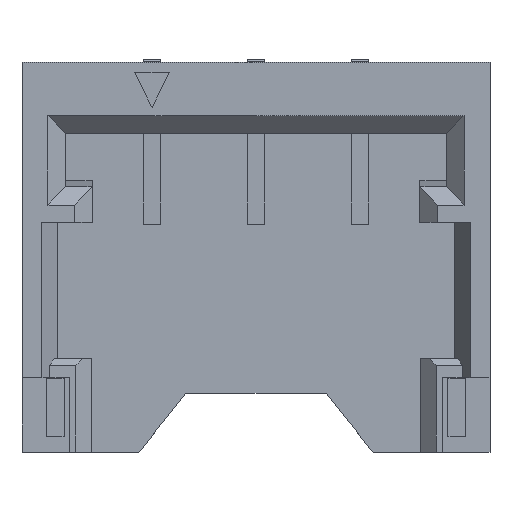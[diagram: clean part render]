
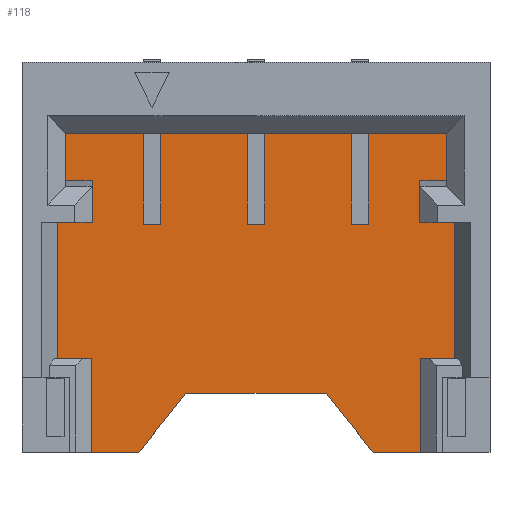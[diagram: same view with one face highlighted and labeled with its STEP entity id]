
A CAD part, top view. The second image highlights one B-rep face of the part: STEP entity #118.
In plain terms, the highlighted planar face has unit normal (0, 0, 1).
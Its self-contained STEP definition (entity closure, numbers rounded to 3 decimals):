
#118=ADVANCED_FACE('',(#406),#271,.T.);
#271=PLANE('',#3126);
#406=FACE_OUTER_BOUND('',#560,.T.);
#560=EDGE_LOOP('',(#923,#924,#925,#926,#927,#928,#929,#930,#931,#932,#933,
#934,#935,#936,#937,#938,#939,#940,#941,#942,#943,#944,#945,#946,#947,#948,
#949,#950,#951,#952,#953,#954));
#923=ORIENTED_EDGE('',*,*,#2034,.F.);
#924=ORIENTED_EDGE('',*,*,#2035,.T.);
#925=ORIENTED_EDGE('',*,*,#2036,.T.);
#926=ORIENTED_EDGE('',*,*,#1851,.F.);
#927=ORIENTED_EDGE('',*,*,#2037,.F.);
#928=ORIENTED_EDGE('',*,*,#2038,.F.);
#929=ORIENTED_EDGE('',*,*,#2039,.F.);
#930=ORIENTED_EDGE('',*,*,#2022,.F.);
#931=ORIENTED_EDGE('',*,*,#2014,.F.);
#932=ORIENTED_EDGE('',*,*,#2040,.F.);
#933=ORIENTED_EDGE('',*,*,#2041,.F.);
#934=ORIENTED_EDGE('',*,*,#2033,.T.);
#935=ORIENTED_EDGE('',*,*,#2023,.T.);
#936=ORIENTED_EDGE('',*,*,#2026,.T.);
#937=ORIENTED_EDGE('',*,*,#2028,.T.);
#938=ORIENTED_EDGE('',*,*,#1940,.T.);
#939=ORIENTED_EDGE('',*,*,#1930,.F.);
#940=ORIENTED_EDGE('',*,*,#1937,.F.);
#941=ORIENTED_EDGE('',*,*,#2042,.F.);
#942=ORIENTED_EDGE('',*,*,#2007,.F.);
#943=ORIENTED_EDGE('',*,*,#2043,.F.);
#944=ORIENTED_EDGE('',*,*,#2044,.F.);
#945=ORIENTED_EDGE('',*,*,#2045,.F.);
#946=ORIENTED_EDGE('',*,*,#1863,.F.);
#947=ORIENTED_EDGE('',*,*,#2046,.F.);
#948=ORIENTED_EDGE('',*,*,#2047,.T.);
#949=ORIENTED_EDGE('',*,*,#2048,.T.);
#950=ORIENTED_EDGE('',*,*,#1859,.F.);
#951=ORIENTED_EDGE('',*,*,#2049,.F.);
#952=ORIENTED_EDGE('',*,*,#2050,.T.);
#953=ORIENTED_EDGE('',*,*,#2051,.T.);
#954=ORIENTED_EDGE('',*,*,#1855,.F.);
#1559=VERTEX_POINT('',#4057);
#1561=VERTEX_POINT('',#4061);
#1562=VERTEX_POINT('',#4063);
#1565=VERTEX_POINT('',#4069);
#1566=VERTEX_POINT('',#4071);
#1569=VERTEX_POINT('',#4077);
#1570=VERTEX_POINT('',#4079);
#1573=VERTEX_POINT('',#4085);
#1628=VERTEX_POINT('',#4216);
#1631=VERTEX_POINT('',#4221);
#1637=VERTEX_POINT('',#4235);
#1640=VERTEX_POINT('',#4243);
#1691=VERTEX_POINT('',#4368);
#1692=VERTEX_POINT('',#4370);
#1698=VERTEX_POINT('',#4383);
#1699=VERTEX_POINT('',#4385);
#1701=VERTEX_POINT('',#4390);
#1705=VERTEX_POINT('',#4402);
#1706=VERTEX_POINT('',#4403);
#1707=VERTEX_POINT('',#4408);
#1708=VERTEX_POINT('',#4414);
#1711=VERTEX_POINT('',#4424);
#1712=VERTEX_POINT('',#4426);
#1713=VERTEX_POINT('',#4429);
#1714=VERTEX_POINT('',#4431);
#1715=VERTEX_POINT('',#4434);
#1716=VERTEX_POINT('',#4438);
#1717=VERTEX_POINT('',#4440);
#1718=VERTEX_POINT('',#4443);
#1719=VERTEX_POINT('',#4445);
#1720=VERTEX_POINT('',#4448);
#1721=VERTEX_POINT('',#4450);
#1851=EDGE_CURVE('',#1561,#1562,#2287,.T.);
#1855=EDGE_CURVE('',#1565,#1566,#2291,.T.);
#1859=EDGE_CURVE('',#1569,#1570,#2295,.T.);
#1863=EDGE_CURVE('',#1573,#1559,#2299,.T.);
#1930=EDGE_CURVE('',#1631,#1628,#2366,.T.);
#1937=EDGE_CURVE('',#1637,#1631,#2373,.T.);
#1940=EDGE_CURVE('',#1640,#1628,#2376,.T.);
#2007=EDGE_CURVE('',#1691,#1692,#2443,.T.);
#2014=EDGE_CURVE('',#1698,#1699,#2450,.T.);
#2022=EDGE_CURVE('',#1699,#1701,#2458,.T.);
#2023=EDGE_CURVE('',#1705,#1706,#2459,.T.);
#2026=EDGE_CURVE('',#1706,#1707,#2462,.T.);
#2028=EDGE_CURVE('',#1707,#1640,#2464,.T.);
#2033=EDGE_CURVE('',#1708,#1705,#2469,.T.);
#2034=EDGE_CURVE('',#1711,#1565,#2470,.T.);
#2035=EDGE_CURVE('',#1711,#1712,#2471,.T.);
#2036=EDGE_CURVE('',#1712,#1562,#2472,.T.);
#2037=EDGE_CURVE('',#1713,#1561,#2473,.T.);
#2038=EDGE_CURVE('',#1714,#1713,#2474,.T.);
#2039=EDGE_CURVE('',#1701,#1714,#2475,.T.);
#2040=EDGE_CURVE('',#1715,#1698,#2476,.T.);
#2041=EDGE_CURVE('',#1708,#1715,#2477,.T.);
#2042=EDGE_CURVE('',#1692,#1637,#2478,.T.);
#2043=EDGE_CURVE('',#1716,#1691,#2479,.T.);
#2044=EDGE_CURVE('',#1717,#1716,#2480,.T.);
#2045=EDGE_CURVE('',#1559,#1717,#2481,.T.);
#2046=EDGE_CURVE('',#1718,#1573,#2482,.T.);
#2047=EDGE_CURVE('',#1718,#1719,#2483,.T.);
#2048=EDGE_CURVE('',#1719,#1570,#2484,.T.);
#2049=EDGE_CURVE('',#1720,#1569,#2485,.T.);
#2050=EDGE_CURVE('',#1720,#1721,#2486,.T.);
#2051=EDGE_CURVE('',#1721,#1566,#2487,.T.);
#2287=LINE('',#4062,#2693);
#2291=LINE('',#4070,#2697);
#2295=LINE('',#4078,#2701);
#2299=LINE('',#4086,#2705);
#2366=LINE('',#4222,#2772);
#2373=LINE('',#4236,#2779);
#2376=LINE('',#4242,#2782);
#2443=LINE('',#4369,#2849);
#2450=LINE('',#4384,#2856);
#2458=LINE('',#4399,#2864);
#2459=LINE('',#4401,#2865);
#2462=LINE('',#4407,#2868);
#2464=LINE('',#4411,#2870);
#2469=LINE('',#4420,#2875);
#2470=LINE('',#4423,#2876);
#2471=LINE('',#4425,#2877);
#2472=LINE('',#4427,#2878);
#2473=LINE('',#4428,#2879);
#2474=LINE('',#4430,#2880);
#2475=LINE('',#4432,#2881);
#2476=LINE('',#4433,#2882);
#2477=LINE('',#4435,#2883);
#2478=LINE('',#4436,#2884);
#2479=LINE('',#4437,#2885);
#2480=LINE('',#4439,#2886);
#2481=LINE('',#4441,#2887);
#2482=LINE('',#4442,#2888);
#2483=LINE('',#4444,#2889);
#2484=LINE('',#4446,#2890);
#2485=LINE('',#4447,#2891);
#2486=LINE('',#4449,#2892);
#2487=LINE('',#4451,#2893);
#2693=VECTOR('',#3285,1.);
#2697=VECTOR('',#3289,1.);
#2701=VECTOR('',#3293,1.);
#2705=VECTOR('',#3297,1.);
#2772=VECTOR('',#3386,1.);
#2779=VECTOR('',#3395,1.);
#2782=VECTOR('',#3400,1.);
#2849=VECTOR('',#3483,1.);
#2856=VECTOR('',#3492,1.);
#2864=VECTOR('',#3502,1.);
#2865=VECTOR('',#3505,1.);
#2868=VECTOR('',#3510,1.);
#2870=VECTOR('',#3514,1.);
#2875=VECTOR('',#3521,1.);
#2876=VECTOR('',#3526,1.);
#2877=VECTOR('',#3527,1.);
#2878=VECTOR('',#3528,1.);
#2879=VECTOR('',#3529,1.);
#2880=VECTOR('',#3530,1.);
#2881=VECTOR('',#3531,1.);
#2882=VECTOR('',#3532,1.);
#2883=VECTOR('',#3533,1.);
#2884=VECTOR('',#3534,1.);
#2885=VECTOR('',#3535,1.);
#2886=VECTOR('',#3536,1.);
#2887=VECTOR('',#3537,1.);
#2888=VECTOR('',#3538,1.);
#2889=VECTOR('',#3539,1.);
#2890=VECTOR('',#3540,1.);
#2891=VECTOR('',#3541,1.);
#2892=VECTOR('',#3542,1.);
#2893=VECTOR('',#3543,1.);
#3126=AXIS2_PLACEMENT_3D('',#4452,#3544,#3545);
#3285=DIRECTION('',(1.,0.,0.));
#3289=DIRECTION('',(1.,0.,0.));
#3293=DIRECTION('',(1.,0.,0.));
#3297=DIRECTION('',(1.,0.,0.));
#3386=DIRECTION('',(0.,-1.,0.));
#3395=DIRECTION('',(-1.,0.,0.));
#3400=DIRECTION('',(1.,0.,0.));
#3483=DIRECTION('',(1.,0.,0.));
#3492=DIRECTION('',(0.,1.,0.));
#3502=DIRECTION('',(1.,0.,0.));
#3505=DIRECTION('',(0.622,0.783,0.));
#3510=DIRECTION('',(1.,0.,0.));
#3514=DIRECTION('',(0.622,-0.783,0.));
#3521=DIRECTION('',(1.,0.,0.));
#3526=DIRECTION('',(0.,1.,0.));
#3527=DIRECTION('',(-1.,0.,0.));
#3528=DIRECTION('',(0.,1.,0.));
#3529=DIRECTION('',(0.,1.,0.));
#3530=DIRECTION('',(-1.,0.,0.));
#3531=DIRECTION('',(0.,1.,0.));
#3532=DIRECTION('',(-1.,0.,0.));
#3533=DIRECTION('',(0.,1.,0.));
#3534=DIRECTION('',(0.,-1.,0.));
#3535=DIRECTION('',(0.,-1.,0.));
#3536=DIRECTION('',(-1.,0.,0.));
#3537=DIRECTION('',(0.,-1.,0.));
#3538=DIRECTION('',(0.,1.,0.));
#3539=DIRECTION('',(-1.,0.,0.));
#3540=DIRECTION('',(0.,1.,0.));
#3541=DIRECTION('',(0.,1.,0.));
#3542=DIRECTION('',(-1.,0.,0.));
#3543=DIRECTION('',(0.,1.,0.));
#3544=DIRECTION('',(0.,0.,1.));
#3545=DIRECTION('',(1.,0.,0.));
#4057=CARTESIAN_POINT('',(1.,3.47,0.));
#4061=CARTESIAN_POINT('',(-3.4,3.47,0.));
#4062=CARTESIAN_POINT('',(1.,3.47,0.));
#4063=CARTESIAN_POINT('',(-2.5,3.47,0.));
#4069=CARTESIAN_POINT('',(-2.3,3.47,0.));
#4070=CARTESIAN_POINT('',(1.,3.47,0.));
#4071=CARTESIAN_POINT('',(-1.3,3.47,0.));
#4077=CARTESIAN_POINT('',(-1.1,3.47,0.));
#4078=CARTESIAN_POINT('',(1.,3.47,0.));
#4079=CARTESIAN_POINT('',(-0.1,3.47,0.));
#4085=CARTESIAN_POINT('',(0.1,3.47,0.));
#4086=CARTESIAN_POINT('',(1.,3.47,0.));
#4216=CARTESIAN_POINT('',(0.7,-0.21,0.));
#4221=CARTESIAN_POINT('',(0.7,0.87,0.));
#4222=CARTESIAN_POINT('',(0.7,-0.21,0.));
#4235=CARTESIAN_POINT('',(1.27,0.87,0.));
#4236=CARTESIAN_POINT('',(0.7,0.87,0.));
#4242=CARTESIAN_POINT('',(-3.1,-0.21,0.));
#4243=CARTESIAN_POINT('',(0.15,-0.21,0.));
#4368=CARTESIAN_POINT('',(0.69,2.44,0.));
#4369=CARTESIAN_POINT('',(1.27,2.44,0.));
#4370=CARTESIAN_POINT('',(1.27,2.44,0.));
#4383=CARTESIAN_POINT('',(-3.67,0.87,0.));
#4384=CARTESIAN_POINT('',(-3.67,2.44,0.));
#4385=CARTESIAN_POINT('',(-3.67,2.44,0.));
#4390=CARTESIAN_POINT('',(-3.09,2.44,0.));
#4399=CARTESIAN_POINT('',(-3.09,2.44,0.));
#4401=CARTESIAN_POINT('',(-2.55,-0.21,0.));
#4402=CARTESIAN_POINT('',(-2.55,-0.21,0.));
#4403=CARTESIAN_POINT('',(-2.01,0.47,0.));
#4407=CARTESIAN_POINT('',(-2.01,0.47,0.));
#4408=CARTESIAN_POINT('',(-0.39,0.47,0.));
#4411=CARTESIAN_POINT('',(-0.39,0.47,0.));
#4414=CARTESIAN_POINT('',(-3.1,-0.21,0.));
#4420=CARTESIAN_POINT('',(-3.1,-0.21,0.));
#4423=CARTESIAN_POINT('',(-2.3,-6.925,0.));
#4424=CARTESIAN_POINT('',(-2.3,2.42,0.));
#4425=CARTESIAN_POINT('',(-2.5,2.42,0.));
#4426=CARTESIAN_POINT('',(-2.5,2.42,0.));
#4427=CARTESIAN_POINT('',(-2.5,-6.925,0.));
#4428=CARTESIAN_POINT('',(-3.4,3.47,0.));
#4429=CARTESIAN_POINT('',(-3.4,2.924,0.));
#4430=CARTESIAN_POINT('',(-3.4,2.924,0.));
#4431=CARTESIAN_POINT('',(-3.09,2.924,0.));
#4432=CARTESIAN_POINT('',(-3.09,2.84,0.));
#4433=CARTESIAN_POINT('',(-3.67,0.87,0.));
#4434=CARTESIAN_POINT('',(-3.1,0.87,0.));
#4435=CARTESIAN_POINT('',(-3.1,0.87,0.));
#4436=CARTESIAN_POINT('',(1.27,0.87,0.));
#4437=CARTESIAN_POINT('',(0.69,2.44,0.));
#4438=CARTESIAN_POINT('',(0.69,2.924,0.));
#4439=CARTESIAN_POINT('',(0.69,2.924,0.));
#4440=CARTESIAN_POINT('',(1.,2.924,0.));
#4441=CARTESIAN_POINT('',(1.,2.84,0.));
#4442=CARTESIAN_POINT('',(0.1,-6.925,0.));
#4443=CARTESIAN_POINT('',(0.1,2.42,0.));
#4444=CARTESIAN_POINT('',(-0.1,2.42,0.));
#4445=CARTESIAN_POINT('',(-0.1,2.42,0.));
#4446=CARTESIAN_POINT('',(-0.1,-6.925,0.));
#4447=CARTESIAN_POINT('',(-1.1,-6.925,0.));
#4448=CARTESIAN_POINT('',(-1.1,2.42,0.));
#4449=CARTESIAN_POINT('',(-1.3,2.42,0.));
#4450=CARTESIAN_POINT('',(-1.3,2.42,0.));
#4451=CARTESIAN_POINT('',(-1.3,-6.925,0.));
#4452=CARTESIAN_POINT('',(0.,0.,0.));
